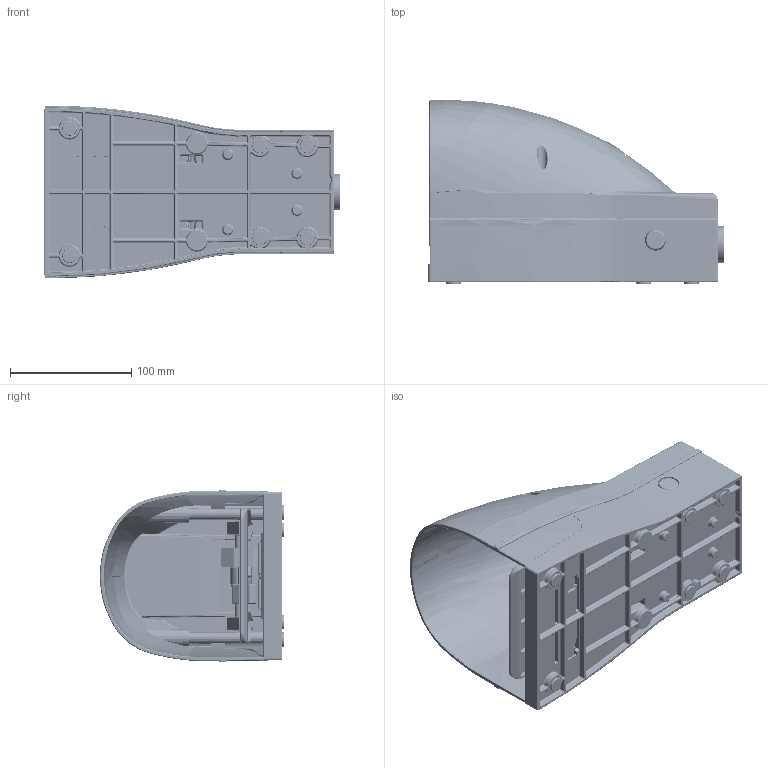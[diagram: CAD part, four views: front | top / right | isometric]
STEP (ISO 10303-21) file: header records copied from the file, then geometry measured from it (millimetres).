
FILE_DESCRIPTION(( 'PED_EEBS.STEP' ), '1');
FILE_NAME( 'PED EEBS.STEP', '2019-03-04T11:49:08',( 'Sopra'),('sopra-pneumatic.com'), 'SwSTEP 2.0','SolidWorks 2009','' );
FILE_SCHEMA (( 'AUTOMOTIVE_DESIGN' ));
Length unit declared in the file: millimetre
Products named in the file (1): 1_151_4n
Bounding box: 243.9 x 151.85 x 142.41 mm (x, y, z)
Volume: 540670.2 mm3; surface area: 335929.4 mm2
Topology: 6 solids, 6 shells, 4574 faces, 11829 edges, 7164 vertices
Faces by surface type: cylinder 1539, bspline 1199, plane 1067, cone 414, sphere 183, torus 172
Entity records: 322516 total; most frequent: CARTESIAN_POINT 213571, ORIENTED_EDGE 23228, DIRECTION 15756, EDGE_CURVE 11614, VERTEX_POINT 7139, AXIS2_PLACEMENT_3D 5997, B_SPLINE_CURVE_WITH_KNOTS 4874, EDGE_LOOP 4717
